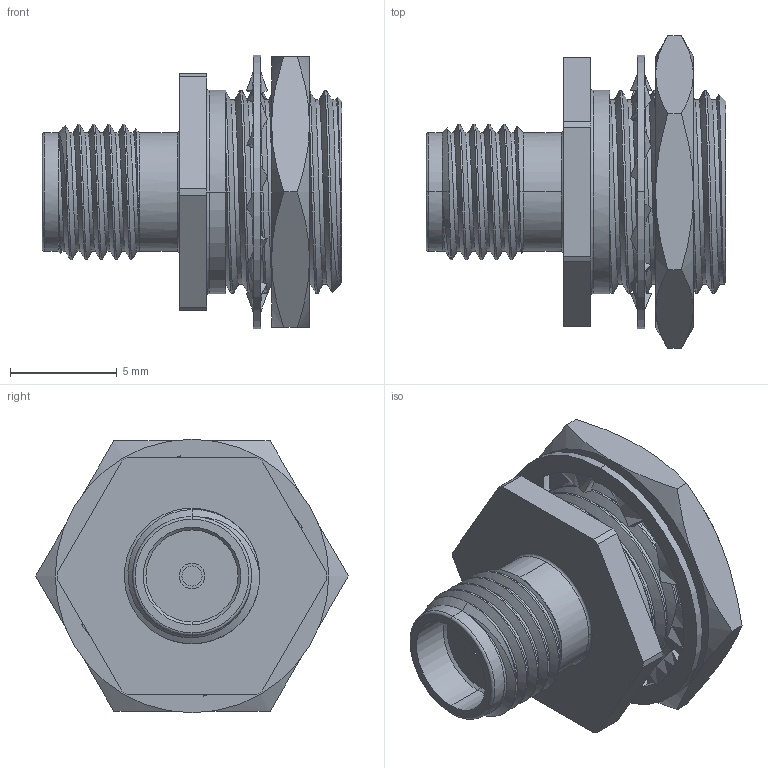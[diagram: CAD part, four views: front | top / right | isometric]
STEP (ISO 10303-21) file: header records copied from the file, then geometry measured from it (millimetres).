
FILE_DESCRIPTION (( 'STEP AP203' ), '1' );
FILE_NAME ('SM3296.step', '2018-05-18T16:11:31', ( '' ), ( '' ), 'SwSTEP 2.0', 'SolidWorks 2017', '' );
FILE_SCHEMA (( 'CONFIG_CONTROL_DESIGN' ));
Length unit declared in the file: inch
Products named in the file (1): SM3296
Bounding box: 14.07 x 14.66 x 12.84 mm (x, y, z)
Volume: 758.9 mm3; surface area: 1408.6 mm2
Topology: 5 solids, 5 shells, 348 faces, 1084 edges, 725 vertices
Faces by surface type: cylinder 129, plane 108, bspline 51, cone 34, torus 26
Entity records: 16361 total; most frequent: CARTESIAN_POINT 7431, ORIENTED_EDGE 2168, DIRECTION 1510, EDGE_CURVE 1084, VERTEX_POINT 725, AXIS2_PLACEMENT_3D 603, B_SPLINE_CURVE_WITH_KNOTS 413, EDGE_LOOP 369
